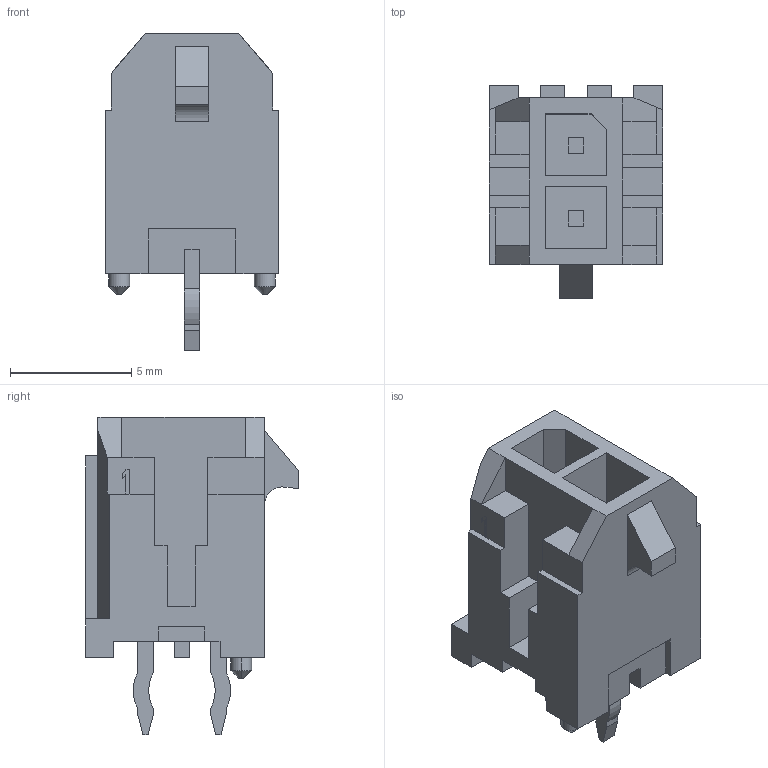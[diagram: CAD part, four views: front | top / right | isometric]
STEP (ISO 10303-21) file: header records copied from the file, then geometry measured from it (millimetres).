
FILE_DESCRIPTION(('FreeCAD Model'),'2;1');
FILE_NAME('Open CASCADE Shape Model','2022-02-12T15:27:24',( 'kicad StepUp'),('ksu MCAD'),'Open CASCADE STEP processor 7.5', 'FreeCAD','Unknown');
FILE_SCHEMA(('AUTOMOTIVE_DESIGN { 1 0 10303 214 1 1 1 1 }'));
Length unit declared in the file: millimetre
Products named in the file (1): Molex_Micro-Fit_3.0_43045-0212_2x01_P3.00mm_Vertical
Bounding box: 7.15 x 8.77 x 13.09 mm (x, y, z)
Volume: 343.4 mm3; surface area: 567.9 mm2
Topology: 1 solids, 1 shells, 166 faces, 451 edges, 296 vertices
Faces by surface type: plane 153, cylinder 9, cone 4
Entity records: 6311 total; most frequent: CARTESIAN_POINT 914, ORIENTED_EDGE 902, DIRECTION 807, EDGE_CURVE 451, LINE 429, VECTOR 429, VERTEX_POINT 296, AXIS2_PLACEMENT_3D 189
